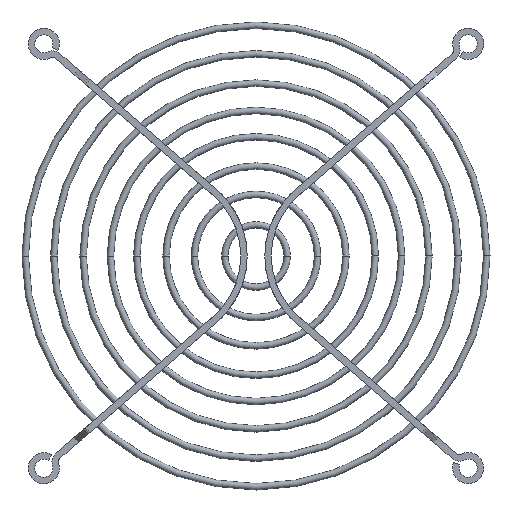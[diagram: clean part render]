
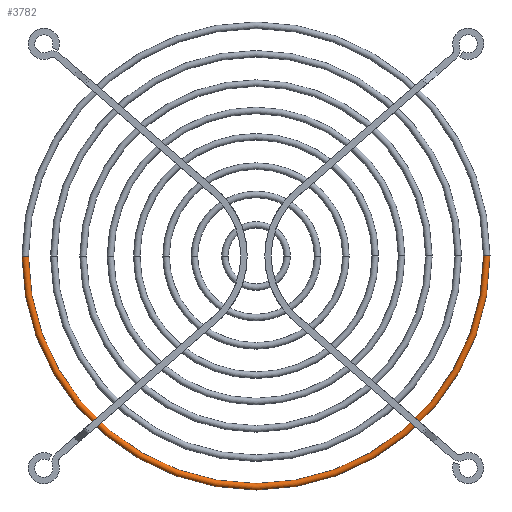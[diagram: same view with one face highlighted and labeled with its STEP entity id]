
A CAD part, front view. The second image highlights one B-rep face of the part: STEP entity #3782.
In plain terms, the highlighted toroidal (fillet/blend) face has major radius 57 mm and minor radius 0.8 mm.
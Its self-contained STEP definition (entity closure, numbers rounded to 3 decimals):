
#3702=CARTESIAN_POINT('POINT7710',(57.8,-2.6,
   0.));
#3703=VERTEX_POINT('VERTEX7710',#3702);
#3704=CARTESIAN_POINT('POINT7711',(-57.8,-2.6,
   0.));
#3705=VERTEX_POINT('VERTEX7711',#3704);
#3706=CARTESIAN_POINT('POS13089',(0.,-2.6,0.));
#3707=DIRECTION('DIR21058',(0.,1.,0.));
#3708=DIRECTION('DIR21059',(0.,0.,1.));
#3709=AXIS2_PLACEMENT_3D('AXIS7970',#3706,#3707,#3708);
#3710=CIRCLE('ELLIPSE4647',#3709,57.8);
#3711=EDGE_CURVE('EDGE11668',#3703,#3705,#3710,.T.);
#3713=CARTESIAN_POINT('POINT7712',(-56.2,-2.6,
   0.));
#3714=VERTEX_POINT('VERTEX7712',#3713);
#3715=CARTESIAN_POINT('POS13090',(-57.,-2.6,
   0.));
#3716=DIRECTION('DIR21060',(0.,0.,-1.));
#3717=DIRECTION('DIR21061',(-1.,0.,0.));
#3718=AXIS2_PLACEMENT_3D('AXIS7971',#3715,#3716,#3717);
#3719=CIRCLE('ELLIPSE4648',#3718,0.8);
#3722=CARTESIAN_POINT('POINT7713',(56.2,-2.6,
   0.));
#3723=VERTEX_POINT('VERTEX7713',#3722);
#3724=CARTESIAN_POINT('POS13091',(0.,-2.6,0.));
#3725=DIRECTION('DIR21062',(0.,-1.,0.));
#3726=DIRECTION('DIR21063',(0.,0.,1.));
#3727=AXIS2_PLACEMENT_3D('AXIS7972',#3724,#3725,#3726);
#3728=CIRCLE('ELLIPSE4649',#3727,56.2);
#3729=EDGE_CURVE('EDGE11670',#3714,#3723,#3728,.T.);
#3731=CARTESIAN_POINT('POS13092',(57.,-2.6,
   0.));
#3732=DIRECTION('DIR21064',(0.,0.,-1.));
#3733=DIRECTION('DIR21065',(1.,0.,0.));
#3734=AXIS2_PLACEMENT_3D('AXIS7973',#3731,#3732,#3733);
#3735=CIRCLE('ELLIPSE4650',#3734,0.8);
#3740=CARTESIAN_POINT('POS13093',(0.,-2.6,0.));
#3741=DIRECTION('DIR21066',(0.,1.,0.));
#3742=DIRECTION('DIR21067',(-1.,0.,0.));
#3743=AXIS2_PLACEMENT_3D('AXIS7974',#3740,#3741,#3742);
#3744=TOROIDAL_SURFACE('TORUS18',#3743,57.,0.8);
#3746=ORIENTED_EDGE('COEDGE23341',*,*,#3711,.F.);
#3747=EDGE_CURVE('EDGE11672',#3703,#3723,#3735,.T.);
#3748=ORIENTED_EDGE('COEDGE23342',*,*,#3747,.T.);
#3749=ORIENTED_EDGE('COEDGE23343',*,*,#3729,.F.);
#3750=EDGE_CURVE('EDGE11673',#3714,#3705,#3719,.T.);
#3751=ORIENTED_EDGE('COEDGE23344',*,*,#3750,.T.);
#3752=EDGE_LOOP('NONE',(#3746,#3748,#3749,#3751));
#3753=FACE_BOUND('LOOP1',#3752,.T.);
#3754=CARTESIAN_POINT('POINT7714',(40.025,
   -3.4,-40.583));
#3755=VERTEX_POINT('VERTEX7714',#3754);
#3756=CARTESIAN_POINT('POINT7715',(38.866,
   -3.4,-41.695));
#3757=VERTEX_POINT('VERTEX7715',#3756);
#3758=CARTESIAN_POINT('POS13094',(0.,
   -3.4,0.));
#3759=DIRECTION('DIR21068',(0.,1.,0.));
#3760=DIRECTION('DIR21069',(0.,0.,1.));
#3761=AXIS2_PLACEMENT_3D('AXIS7975',#3758,#3759,#3760);
#3762=CIRCLE('ELLIPSE4651',#3761,57.);
#3763=EDGE_CURVE('EDGE11674',#3755,#3757,#3762,.T.);
#3764=ORIENTED_EDGE('COEDGE23345',*,*,#3763,.T.);
#3765=ORIENTED_EDGE('COEDGE23346',*,*,#3763,.F.);
#3766=EDGE_LOOP('NONE',(#3764,#3765));
#3767=FACE_BOUND('LOOP1',#3766,.T.);
#3768=CARTESIAN_POINT('POINT7716',(-38.866,
   -3.4,-41.695));
#3769=VERTEX_POINT('VERTEX7716',#3768);
#3770=CARTESIAN_POINT('POINT7717',(-40.025,
   -3.4,-40.583));
#3771=VERTEX_POINT('VERTEX7717',#3770);
#3772=CARTESIAN_POINT('POS13095',(0.,
   -3.4,0.));
#3773=DIRECTION('DIR21070',(0.,1.,0.));
#3774=DIRECTION('DIR21071',(0.,0.,1.));
#3775=AXIS2_PLACEMENT_3D('AXIS7976',#3772,#3773,#3774);
#3776=CIRCLE('ELLIPSE4652',#3775,57.);
#3777=EDGE_CURVE('EDGE11675',#3769,#3771,#3776,.T.);
#3778=ORIENTED_EDGE('COEDGE23347',*,*,#3777,.T.);
#3779=ORIENTED_EDGE('COEDGE23348',*,*,#3777,.F.);
#3780=EDGE_LOOP('NONE',(#3778,#3779));
#3781=FACE_BOUND('LOOP1',#3780,.T.);
#3782=ADVANCED_FACE('FACE4127',(#3753,#3767,#3781),#3744,.T.);
